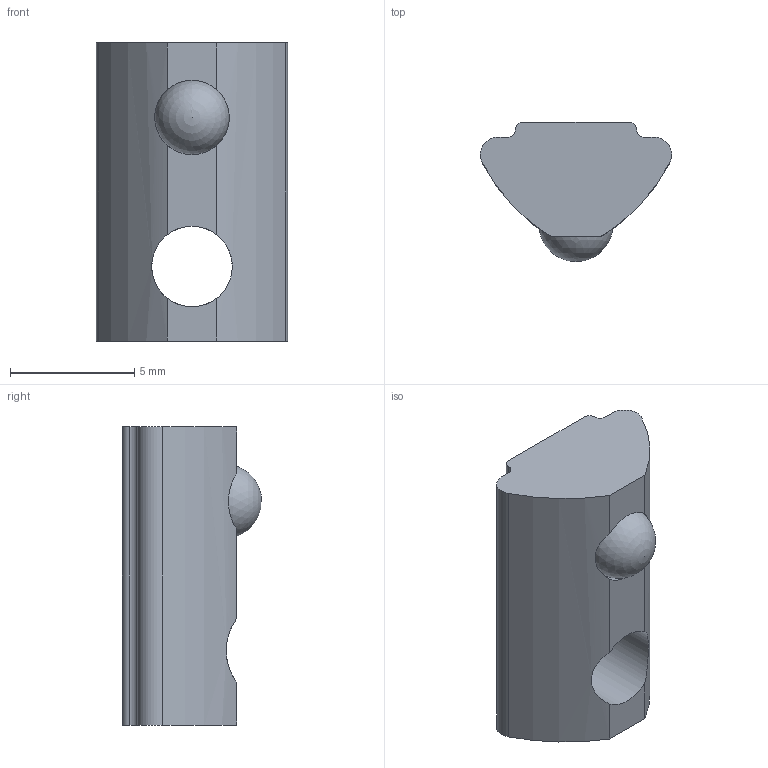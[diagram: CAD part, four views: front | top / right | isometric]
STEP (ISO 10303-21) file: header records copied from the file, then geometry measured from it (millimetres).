
FILE_DESCRIPTION(/* description */ ('Nakrętka M4 ze sprężyną 20-5'),/* implementation_level */ '2;1');
FILE_NAME(/* name */ '211242.stp',/* time_stamp */ '2022-09-20T13:05:48+02:00',/* author */ ('aluteckkpl_tw'),/* organization */ (''),/* preprocessor_version */ 'ST-DEVELOPER v18.1',/* originating_system */ 'Autodesk Inventor 2021',/* authorisation */ '');
FILE_SCHEMA (('AUTOMOTIVE_DESIGN { 1 0 10303 214 3 1 1 }'));
Length unit declared in the file: millimetre
Products named in the file (1): 211242-ZP
Bounding box: 7.7 x 5.6 x 12 mm (x, y, z)
Volume: 263 mm3; surface area: 387.1 mm2
Topology: 2 solids, 2 shells, 23 faces, 68 edges, 46 vertices
Faces by surface type: cylinder 11, plane 9, sphere 2, cone 1
Full cylindrical faces by diameter (mm): 3 x2, 3.242 x1
Entity records: 878 total; most frequent: CARTESIAN_POINT 190, DIRECTION 142, ORIENTED_EDGE 132, EDGE_CURVE 66, AXIS2_PLACEMENT_3D 57, VERTEX_POINT 46, CIRCLE 33, LINE 28
